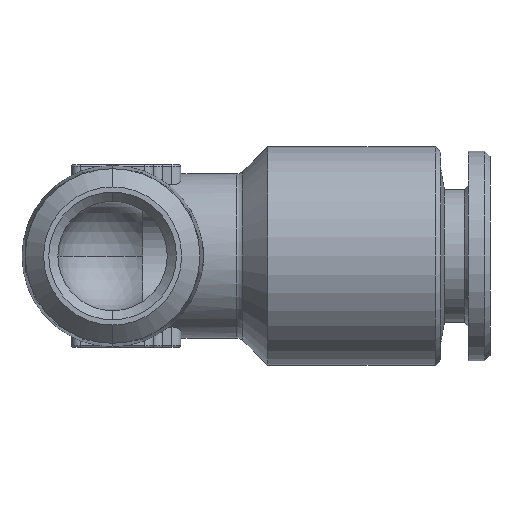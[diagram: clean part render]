
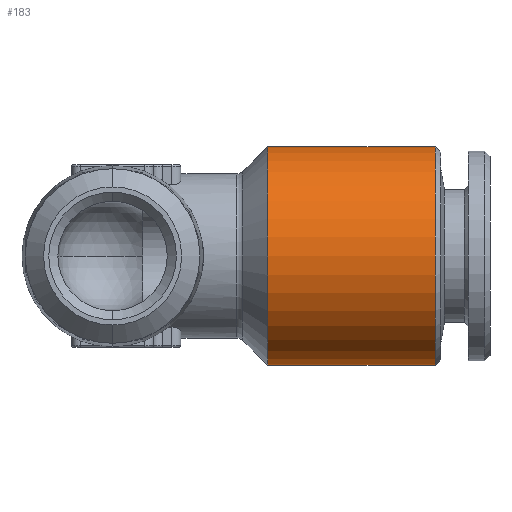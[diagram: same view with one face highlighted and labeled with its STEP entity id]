
A CAD part, front view. The second image highlights one B-rep face of the part: STEP entity #183.
In plain terms, the highlighted cylindrical face has radius 6 mm (diameter 12 mm), a partial arc.
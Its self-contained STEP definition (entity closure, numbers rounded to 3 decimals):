
#167 = ORIENTED_EDGE ( 'NONE', *, *, #1635, .T. ) ;
#183 = ADVANCED_FACE ( 'NONE', ( #371 ), #358, .T. ) ;
#184 = EDGE_LOOP ( 'NONE', ( #185, #242, #244, #167 ) ) ;
#185 = ORIENTED_EDGE ( 'NONE', *, *, #1538, .F. ) ;
#242 = ORIENTED_EDGE ( 'NONE', *, *, #243, .T. ) ;
#243 = EDGE_CURVE ( 'NONE', #1513, #1534, #467, .T. ) ;
#244 = ORIENTED_EDGE ( 'NONE', *, *, #1572, .T. ) ;
#355 = DIRECTION ( 'NONE',  ( 0., 0., 1. ) ) ;
#356 = DIRECTION ( 'NONE',  ( -1., 0., 0. ) ) ;
#357 = AXIS2_PLACEMENT_3D ( 'NONE', #366, #356, #355 ) ;
#358 = CYLINDRICAL_SURFACE ( 'NONE', #357, 6. ) ;
#366 = CARTESIAN_POINT ( 'NONE',  ( -6.031, 0., 0. ) ) ;
#371 = FACE_OUTER_BOUND ( 'NONE', #184, .T. ) ;
#433 = DIRECTION ( 'NONE',  ( -1., 0., 0. ) ) ;
#436 = DIRECTION ( 'NONE',  ( 0., 0., 1. ) ) ;
#439 = AXIS2_PLACEMENT_3D ( 'NONE', #466, #433, #436 ) ;
#466 = CARTESIAN_POINT ( 'NONE',  ( 17.7, 0., 0. ) ) ;
#467 = CIRCLE ( 'NONE', #439, 6. ) ;
#1513 = VERTEX_POINT ( 'NONE', #2677 ) ;
#1534 = VERTEX_POINT ( 'NONE', #2697 ) ;
#1538 = EDGE_CURVE ( 'NONE', #1513, #1553, #2689, .T. ) ;
#1553 = VERTEX_POINT ( 'NONE', #2726 ) ;
#1554 = VERTEX_POINT ( 'NONE', #2748 ) ;
#1572 = EDGE_CURVE ( 'NONE', #1534, #1554, #2736, .T. ) ;
#1635 = EDGE_CURVE ( 'NONE', #1554, #1553, #2971, .T. ) ;
#2677 = CARTESIAN_POINT ( 'NONE',  ( 17.7, 0., -6. ) ) ;
#2686 = DIRECTION ( 'NONE',  ( -1., 0., 0. ) ) ;
#2687 = VECTOR ( 'NONE', #2686, 1000. ) ;
#2688 = CARTESIAN_POINT ( 'NONE',  ( -6.031, 0., -6. ) ) ;
#2689 = LINE ( 'NONE', #2688, #2687 ) ;
#2697 = CARTESIAN_POINT ( 'NONE',  ( 17.7, 0., 6. ) ) ;
#2726 = CARTESIAN_POINT ( 'NONE',  ( 8.5, 0., -6. ) ) ;
#2733 = DIRECTION ( 'NONE',  ( -1., 0., 0. ) ) ;
#2734 = VECTOR ( 'NONE', #2733, 1000. ) ;
#2735 = CARTESIAN_POINT ( 'NONE',  ( -6.031, 0., 6. ) ) ;
#2736 = LINE ( 'NONE', #2735, #2734 ) ;
#2748 = CARTESIAN_POINT ( 'NONE',  ( 8.5, 0., 6. ) ) ;
#2934 = CARTESIAN_POINT ( 'NONE',  ( 8.5, 0., 0. ) ) ;
#2960 = DIRECTION ( 'NONE',  ( 1., 0., 0. ) ) ;
#2970 = AXIS2_PLACEMENT_3D ( 'NONE', #2934, #2960, #2979 ) ;
#2971 = CIRCLE ( 'NONE', #2970, 6. ) ;
#2979 = DIRECTION ( 'NONE',  ( 0., 0., -1. ) ) ;
